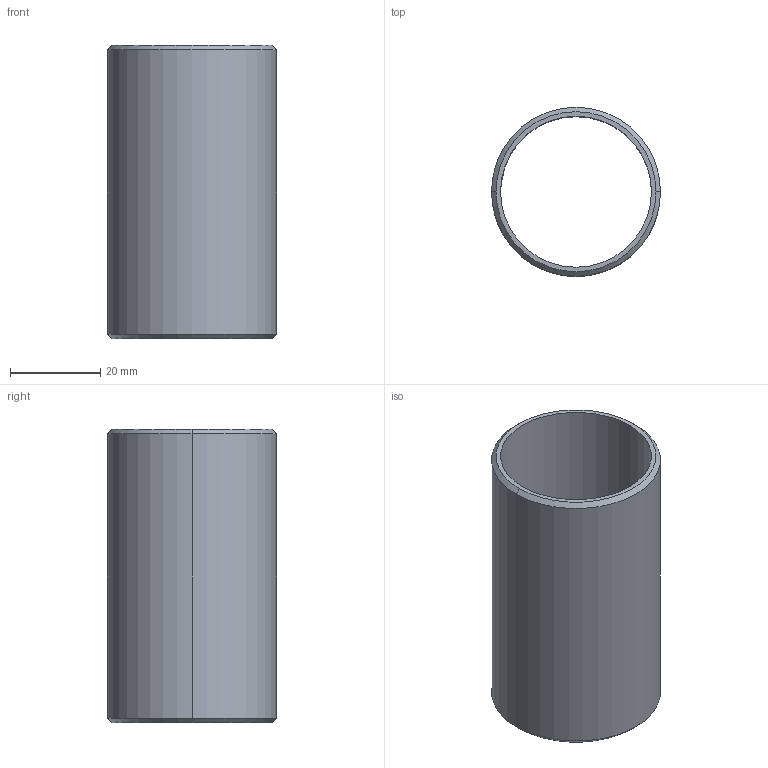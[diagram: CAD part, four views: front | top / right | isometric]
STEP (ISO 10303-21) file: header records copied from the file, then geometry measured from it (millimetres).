
FILE_DESCRIPTION (( 'STEP AP203' ), '1' );
FILE_NAME ('50104-240-25.step', '2019-07-10T10:01:04', ( '' ), ( '' ), 'SwSTEP 2.0', 'SolidWorks 2015', '' );
FILE_SCHEMA (( 'CONFIG_CONTROL_DESIGN' ));
Length unit declared in the file: millimetre
Products named in the file (1): 50104-240-25
Bounding box: 37.4 x 37.4 x 65 mm (x, y, z)
Volume: 14341.6 mm3; surface area: 14773.1 mm2
Topology: 1 solids, 1 shells, 273 faces, 747 edges, 486 vertices
Faces by surface type: plane 120, bspline 103, cylinder 46, cone 4
Entity records: 13090 total; most frequent: CARTESIAN_POINT 6860, ORIENTED_EDGE 1494, DIRECTION 935, EDGE_CURVE 747, VERTEX_POINT 486, VECTOR 369, LINE 369, EDGE_LOOP 285
